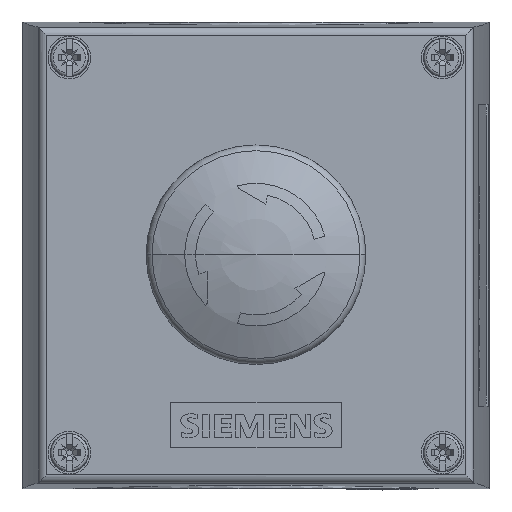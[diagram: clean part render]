
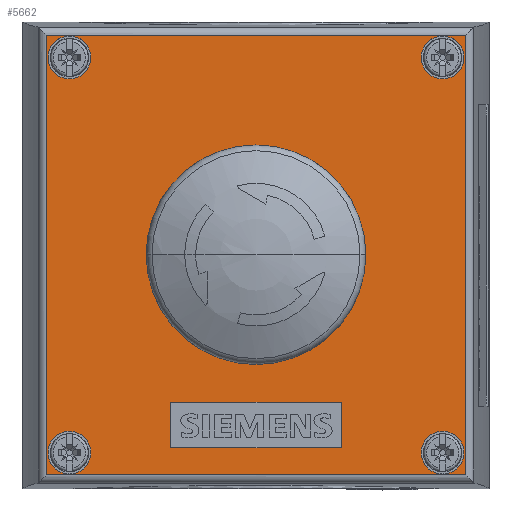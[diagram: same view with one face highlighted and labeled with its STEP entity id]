
A CAD part, top view. The second image highlights one B-rep face of the part: STEP entity #5662.
In plain terms, the highlighted planar face has unit normal (0, 0, 1).
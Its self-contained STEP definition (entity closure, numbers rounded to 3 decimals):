
#5662=ADVANCED_FACE('',(#12273,#12274,#12275,#12276,#12277,#12278,#12279),#12280,.T.);
#12273=FACE_OUTER_BOUND('',#19504,.T.);
#12274=FACE_BOUND('',#19505,.T.);
#12275=FACE_BOUND('',#19506,.T.);
#12276=FACE_BOUND('',#19507,.T.);
#12277=FACE_BOUND('',#19508,.T.);
#12278=FACE_BOUND('',#19509,.T.);
#12279=FACE_BOUND('',#19510,.T.);
#12280=PLANE('',#19511);
#19504=EDGE_LOOP('',(#40770,#40771,#40772,#40773));
#19505=EDGE_LOOP('',(#40774,#40775));
#19506=EDGE_LOOP('',(#40776,#40777));
#19507=EDGE_LOOP('',(#40778,#40779));
#19508=EDGE_LOOP('',(#40780,#40781));
#19509=EDGE_LOOP('',(#40782,#40783,#40784,#40785));
#19510=EDGE_LOOP('',(#40786,#40787));
#19511=AXIS2_PLACEMENT_3D('',#40788,#40789,#40790);
#40770=ORIENTED_EDGE('',*,*,#46775,.T.);
#40771=ORIENTED_EDGE('',*,*,#46769,.F.);
#40772=ORIENTED_EDGE('',*,*,#46778,.F.);
#40773=ORIENTED_EDGE('',*,*,#46779,.F.);
#40774=ORIENTED_EDGE('',*,*,#43469,.T.);
#40775=ORIENTED_EDGE('',*,*,#46341,.T.);
#40776=ORIENTED_EDGE('',*,*,#43464,.T.);
#40777=ORIENTED_EDGE('',*,*,#46345,.T.);
#40778=ORIENTED_EDGE('',*,*,#43459,.T.);
#40779=ORIENTED_EDGE('',*,*,#46349,.T.);
#40780=ORIENTED_EDGE('',*,*,#43454,.T.);
#40781=ORIENTED_EDGE('',*,*,#46353,.T.);
#40782=ORIENTED_EDGE('',*,*,#46734,.T.);
#40783=ORIENTED_EDGE('',*,*,#46743,.T.);
#40784=ORIENTED_EDGE('',*,*,#46740,.T.);
#40785=ORIENTED_EDGE('',*,*,#46737,.T.);
#40786=ORIENTED_EDGE('',*,*,#43449,.T.);
#40787=ORIENTED_EDGE('',*,*,#46762,.T.);
#40788=CARTESIAN_POINT('',(42.518,85.2,64.0));
#40789=DIRECTION('',(0.0,0.0,1.0));
#40790=DIRECTION('',(1.0,0.0,0.0));
#43449=EDGE_CURVE('',#49269,#49273,#49275,.T.);
#43454=EDGE_CURVE('',#49278,#49282,#49284,.T.);
#43459=EDGE_CURVE('',#49287,#49291,#49293,.T.);
#43464=EDGE_CURVE('',#49296,#49300,#49302,.T.);
#43469=EDGE_CURVE('',#49305,#49309,#49311,.T.);
#46341=EDGE_CURVE('',#49309,#49305,#53423,.T.);
#46345=EDGE_CURVE('',#49300,#49296,#53427,.T.);
#46349=EDGE_CURVE('',#49291,#49287,#53431,.T.);
#46353=EDGE_CURVE('',#49282,#49278,#53435,.T.);
#46734=EDGE_CURVE('',#54003,#54001,#54004,.T.);
#46737=EDGE_CURVE('',#54007,#54003,#54008,.T.);
#46740=EDGE_CURVE('',#54011,#54007,#54012,.T.);
#46743=EDGE_CURVE('',#54001,#54011,#54015,.T.);
#46762=EDGE_CURVE('',#49273,#49269,#54042,.T.);
#46769=EDGE_CURVE('',#54050,#54052,#54053,.T.);
#46775=EDGE_CURVE('',#54059,#54052,#54060,.T.);
#46778=EDGE_CURVE('',#54063,#54050,#54064,.T.);
#46779=EDGE_CURVE('',#54059,#54063,#54065,.T.);
#49269=VERTEX_POINT('',#58574);
#49273=VERTEX_POINT('',#58612);
#49275=CIRCLE('',#58615,11.25);
#49278=VERTEX_POINT('',#58618);
#49282=VERTEX_POINT('',#58623);
#49284=CIRCLE('',#58626,3.9);
#49287=VERTEX_POINT('',#58629);
#49291=VERTEX_POINT('',#58634);
#49293=CIRCLE('',#58637,3.9);
#49296=VERTEX_POINT('',#58640);
#49300=VERTEX_POINT('',#58645);
#49302=CIRCLE('',#58648,3.9);
#49305=VERTEX_POINT('',#58651);
#49309=VERTEX_POINT('',#58656);
#49311=CIRCLE('',#58659,3.9);
#53423=CIRCLE('',#64854,3.9);
#53427=CIRCLE('',#64858,3.9);
#53431=CIRCLE('',#64862,3.9);
#53435=CIRCLE('',#64866,3.9);
#54001=VERTEX_POINT('',#65641);
#54003=VERTEX_POINT('',#65644);
#54004=LINE('',#65645,#65646);
#54007=VERTEX_POINT('',#65650);
#54008=LINE('',#65651,#65652);
#54011=VERTEX_POINT('',#65656);
#54012=LINE('',#65657,#65658);
#54015=LINE('',#65662,#65663);
#54042=CIRCLE('',#65700,11.25);
#54050=VERTEX_POINT('',#65712);
#54052=VERTEX_POINT('',#65714);
#54053=LINE('',#65715,#65716);
#54059=VERTEX_POINT('',#65723);
#54060=LINE('',#65724,#65725);
#54063=VERTEX_POINT('',#65728);
#54064=LINE('',#65729,#65730);
#54065=LINE('',#65731,#65732);
#58574=CARTESIAN_POINT('',(53.768,42.7,64.0));
#58612=CARTESIAN_POINT('',(31.268,42.7,64.0));
#58615=AXIS2_PLACEMENT_3D('',#67650,#67651,#67652);
#58618=CARTESIAN_POINT('',(12.418,6.7,64.0));
#58623=CARTESIAN_POINT('',(4.618,6.7,64.0));
#58626=AXIS2_PLACEMENT_3D('',#67658,#67659,#67660);
#58629=CARTESIAN_POINT('',(12.418,78.7,64.0));
#58634=CARTESIAN_POINT('',(4.618,78.7,64.0));
#58637=AXIS2_PLACEMENT_3D('',#67666,#67667,#67668);
#58640=CARTESIAN_POINT('',(80.418,6.7,64.0));
#58645=CARTESIAN_POINT('',(72.618,6.7,64.0));
#58648=AXIS2_PLACEMENT_3D('',#67674,#67675,#67676);
#58651=CARTESIAN_POINT('',(80.418,78.7,64.0));
#58656=CARTESIAN_POINT('',(72.618,78.7,64.0));
#58659=AXIS2_PLACEMENT_3D('',#67682,#67683,#67684);
#64854=AXIS2_PLACEMENT_3D('',#69986,#69987,#69988);
#64858=AXIS2_PLACEMENT_3D('',#69992,#69993,#69994);
#64862=AXIS2_PLACEMENT_3D('',#69998,#69999,#70000);
#64866=AXIS2_PLACEMENT_3D('',#70004,#70005,#70006);
#65641=CARTESIAN_POINT('',(58.068,7.55,64.0));
#65644=CARTESIAN_POINT('',(58.068,15.85,64.0));
#65645=CARTESIAN_POINT('',(58.068,48.45,64.0));
#65646=VECTOR('',#70424,1.0);
#65650=CARTESIAN_POINT('',(26.968,15.85,64.0));
#65651=CARTESIAN_POINT('',(42.518,15.85,64.0));
#65652=VECTOR('',#70426,1.0);
#65656=CARTESIAN_POINT('',(26.968,7.55,64.0));
#65657=CARTESIAN_POINT('',(26.968,48.45,64.0));
#65658=VECTOR('',#70428,1.0);
#65662=CARTESIAN_POINT('',(42.518,7.55,64.0));
#65663=VECTOR('',#70430,1.0);
#65700=AXIS2_PLACEMENT_3D('',#70447,#70448,#70449);
#65712=CARTESIAN_POINT('',(80.694,2.656,64.0));
#65714=CARTESIAN_POINT('',(4.341,2.656,64.0));
#65715=CARTESIAN_POINT('',(42.518,2.656,64.0));
#65716=VECTOR('',#70457,1.0);
#65723=CARTESIAN_POINT('',(4.341,82.744,64.0));
#65724=CARTESIAN_POINT('',(4.341,85.2,64.0));
#65725=VECTOR('',#70462,1.0);
#65728=CARTESIAN_POINT('',(80.694,82.744,64.0));
#65729=CARTESIAN_POINT('',(80.694,85.2,64.0));
#65730=VECTOR('',#70466,1.0);
#65731=CARTESIAN_POINT('',(42.518,82.744,64.0));
#65732=VECTOR('',#70467,1.0);
#67650=CARTESIAN_POINT('',(42.518,42.7,64.0));
#67651=DIRECTION('',(0.0,0.0,-1.0));
#67652=DIRECTION('',(1.0,0.0,0.0));
#67658=CARTESIAN_POINT('',(8.518,6.7,64.0));
#67659=DIRECTION('',(0.0,0.0,-1.0));
#67660=DIRECTION('',(1.0,0.0,0.0));
#67666=CARTESIAN_POINT('',(8.518,78.7,64.0));
#67667=DIRECTION('',(0.0,0.0,-1.0));
#67668=DIRECTION('',(1.0,0.0,0.0));
#67674=CARTESIAN_POINT('',(76.518,6.7,64.0));
#67675=DIRECTION('',(0.0,0.0,-1.0));
#67676=DIRECTION('',(1.0,0.0,0.0));
#67682=CARTESIAN_POINT('',(76.518,78.7,64.0));
#67683=DIRECTION('',(0.0,0.0,-1.0));
#67684=DIRECTION('',(1.0,0.0,0.0));
#69986=CARTESIAN_POINT('',(76.518,78.7,64.0));
#69987=DIRECTION('',(0.0,0.0,-1.0));
#69988=DIRECTION('',(1.0,0.0,0.0));
#69992=CARTESIAN_POINT('',(76.518,6.7,64.0));
#69993=DIRECTION('',(0.0,0.0,-1.0));
#69994=DIRECTION('',(1.0,0.0,0.0));
#69998=CARTESIAN_POINT('',(8.518,78.7,64.0));
#69999=DIRECTION('',(0.0,0.0,-1.0));
#70000=DIRECTION('',(1.0,0.0,0.0));
#70004=CARTESIAN_POINT('',(8.518,6.7,64.0));
#70005=DIRECTION('',(0.0,0.0,-1.0));
#70006=DIRECTION('',(1.0,0.0,0.0));
#70424=DIRECTION('',(0.0,-1.0,0.0));
#70426=DIRECTION('',(1.0,0.0,0.0));
#70428=DIRECTION('',(0.0,1.0,0.0));
#70430=DIRECTION('',(-1.0,0.0,0.0));
#70447=CARTESIAN_POINT('',(42.518,42.7,64.0));
#70448=DIRECTION('',(0.0,0.0,-1.0));
#70449=DIRECTION('',(1.0,0.0,0.0));
#70457=DIRECTION('',(-1.0,0.0,0.0));
#70462=DIRECTION('',(0.0,-1.0,0.0));
#70466=DIRECTION('',(0.0,-1.0,0.0));
#70467=DIRECTION('',(1.0,0.0,0.0));
